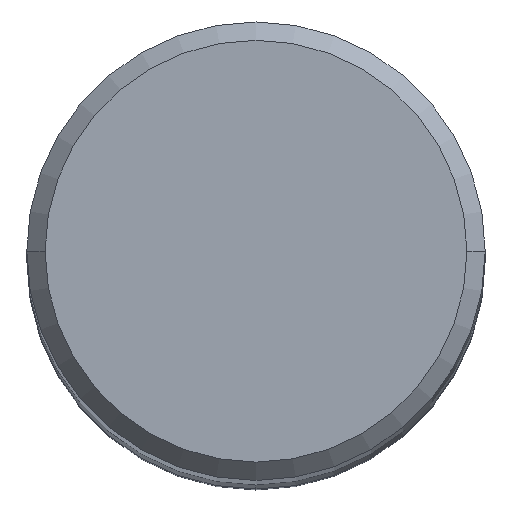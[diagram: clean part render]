
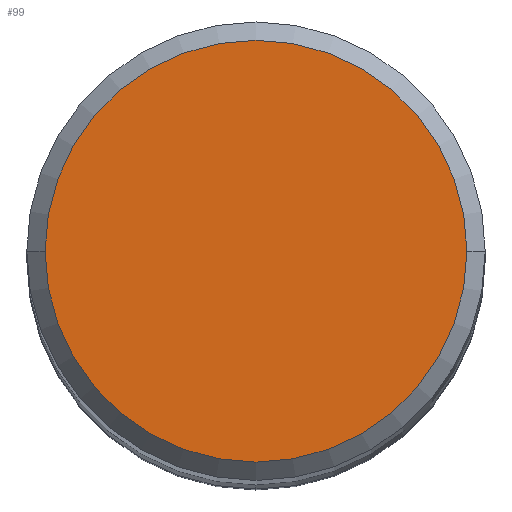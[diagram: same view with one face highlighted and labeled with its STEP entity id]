
A CAD part, top view. The second image highlights one B-rep face of the part: STEP entity #99.
In plain terms, the highlighted planar face has unit normal (0, 0, 1).
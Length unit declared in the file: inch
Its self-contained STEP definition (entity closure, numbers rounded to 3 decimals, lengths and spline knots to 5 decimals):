
#33 = DIRECTION ( 'NONE',  ( 1., 0., 0. ) ) ;
#40 = AXIS2_PLACEMENT_3D ( 'NONE', #547, #289, #33 ) ;
#99 = ADVANCED_FACE ( 'NONE', ( #296 ), #162, .F. ) ;
#104 = EDGE_LOOP ( 'NONE', ( #405, #349 ) ) ;
#122 = DIRECTION ( 'NONE',  ( 0., 0., 1. ) ) ;
#135 = VERTEX_POINT ( 'NONE', #165 ) ;
#162 = PLANE ( 'NONE',  #369 ) ;
#163 = DIRECTION ( 'NONE',  ( 1., 0., 0. ) ) ;
#165 = CARTESIAN_POINT ( 'NONE',  ( 0.23, 0., 0. ) ) ;
#289 = DIRECTION ( 'NONE',  ( 0., 0., 1. ) ) ;
#296 = FACE_OUTER_BOUND ( 'NONE', #104, .T. ) ;
#349 = ORIENTED_EDGE ( 'NONE', *, *, #440, .T. ) ;
#367 = CARTESIAN_POINT ( 'NONE',  ( 0., 0.23, 0. ) ) ;
#369 = AXIS2_PLACEMENT_3D ( 'NONE', #367, #377, #463 ) ;
#377 = DIRECTION ( 'NONE',  ( 0., 0., -1. ) ) ;
#404 = CARTESIAN_POINT ( 'NONE',  ( 0., 0., 0. ) ) ;
#405 = ORIENTED_EDGE ( 'NONE', *, *, #461, .T. ) ;
#409 = VERTEX_POINT ( 'NONE', #460 ) ;
#415 = AXIS2_PLACEMENT_3D ( 'NONE', #404, #122, #163 ) ;
#440 = EDGE_CURVE ( 'NONE', #135, #409, #459, .T. ) ;
#444 = CIRCLE ( 'NONE', #415, 0.23 ) ;
#459 = CIRCLE ( 'NONE', #40, 0.23 ) ;
#460 = CARTESIAN_POINT ( 'NONE',  ( -0.23, 0., 0. ) ) ;
#461 = EDGE_CURVE ( 'NONE', #409, #135, #444, .T. ) ;
#463 = DIRECTION ( 'NONE',  ( -1., 0., 0. ) ) ;
#547 = CARTESIAN_POINT ( 'NONE',  ( 0., 0., 0. ) ) ;
